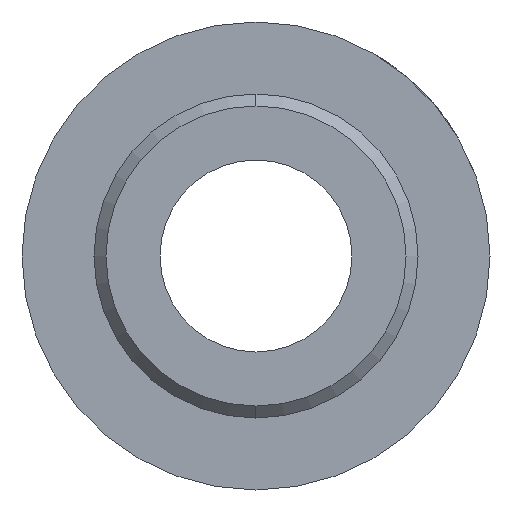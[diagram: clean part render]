
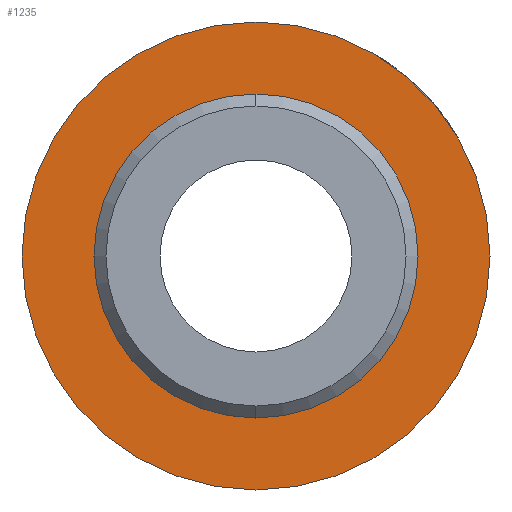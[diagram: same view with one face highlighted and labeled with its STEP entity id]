
A CAD part, left-side view. The second image highlights one B-rep face of the part: STEP entity #1235.
In plain terms, the highlighted planar face has unit normal (-1, 0, 0).
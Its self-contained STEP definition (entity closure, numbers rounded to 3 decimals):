
#395 = ORIENTED_EDGE ( 'NONE', *, *, #4115, .F. ) ;
#713 = DIRECTION ( 'NONE',  ( 0., 0., 1. ) ) ;
#939 = ORIENTED_EDGE ( 'NONE', *, *, #3978, .F. ) ;
#962 = EDGE_CURVE ( 'NONE', #1283, #2902, #3157, .T. ) ;
#1000 = DIRECTION ( 'NONE',  ( -1., 0., 0. ) ) ;
#1112 = CARTESIAN_POINT ( 'NONE',  ( 19., 0., 0. ) ) ;
#1169 = CIRCLE ( 'NONE', #2670, 6.75 ) ;
#1235 = ADVANCED_FACE ( 'NONE', ( #4739, #1902 ), #3955, .F. ) ;
#1283 = VERTEX_POINT ( 'NONE', #4769 ) ;
#1445 = CARTESIAN_POINT ( 'NONE',  ( 19., 0., 0. ) ) ;
#1902 = FACE_OUTER_BOUND ( 'NONE', #3874, .T. ) ;
#2120 = CARTESIAN_POINT ( 'NONE',  ( 19., 0., 0. ) ) ;
#2155 = CARTESIAN_POINT ( 'NONE',  ( 19., 0., 0. ) ) ;
#2232 = DIRECTION ( 'NONE',  ( 0., 0., 1. ) ) ;
#2282 = DIRECTION ( 'NONE',  ( -1., 0., 0. ) ) ;
#2656 = CARTESIAN_POINT ( 'NONE',  ( 19., 0., 9.75 ) ) ;
#2670 = AXIS2_PLACEMENT_3D ( 'NONE', #1445, #2282, #2232 ) ;
#2877 = EDGE_CURVE ( 'NONE', #2902, #1283, #4747, .T. ) ;
#2902 = VERTEX_POINT ( 'NONE', #2656 ) ;
#2994 = AXIS2_PLACEMENT_3D ( 'NONE', #2120, #3208, #3989 ) ;
#3157 = CIRCLE ( 'NONE', #2994, 9.75 ) ;
#3208 = DIRECTION ( 'NONE',  ( -1., 0., 0. ) ) ;
#3283 = ORIENTED_EDGE ( 'NONE', *, *, #2877, .T. ) ;
#3287 = CARTESIAN_POINT ( 'NONE',  ( 19., 0., 6.75 ) ) ;
#3519 = CARTESIAN_POINT ( 'NONE',  ( 19., 6.75, 0. ) ) ;
#3840 = AXIS2_PLACEMENT_3D ( 'NONE', #2155, #1000, #4052 ) ;
#3874 = EDGE_LOOP ( 'NONE', ( #3283, #4776 ) ) ;
#3955 = PLANE ( 'NONE',  #3991 ) ;
#3978 = EDGE_CURVE ( 'NONE', #4668, #4685, #4758, .T. ) ;
#3989 = DIRECTION ( 'NONE',  ( 0., 0., 1. ) ) ;
#3991 = AXIS2_PLACEMENT_3D ( 'NONE', #3519, #4689, #5083 ) ;
#4052 = DIRECTION ( 'NONE',  ( 0., 0., 1. ) ) ;
#4115 = EDGE_CURVE ( 'NONE', #4685, #4668, #1169, .T. ) ;
#4482 = CARTESIAN_POINT ( 'NONE',  ( 19., 0., -6.75 ) ) ;
#4668 = VERTEX_POINT ( 'NONE', #3287 ) ;
#4685 = VERTEX_POINT ( 'NONE', #4482 ) ;
#4689 = DIRECTION ( 'NONE',  ( 1., 0., 0. ) ) ;
#4739 = FACE_BOUND ( 'NONE', #4871, .T. ) ;
#4747 = CIRCLE ( 'NONE', #4914, 9.75 ) ;
#4758 = CIRCLE ( 'NONE', #3840, 6.75 ) ;
#4769 = CARTESIAN_POINT ( 'NONE',  ( 19., 0., -9.75 ) ) ;
#4776 = ORIENTED_EDGE ( 'NONE', *, *, #962, .T. ) ;
#4871 = EDGE_LOOP ( 'NONE', ( #939, #395 ) ) ;
#4914 = AXIS2_PLACEMENT_3D ( 'NONE', #1112, #5032, #713 ) ;
#5032 = DIRECTION ( 'NONE',  ( -1., 0., 0. ) ) ;
#5083 = DIRECTION ( 'NONE',  ( 0., 0., -1. ) ) ;
